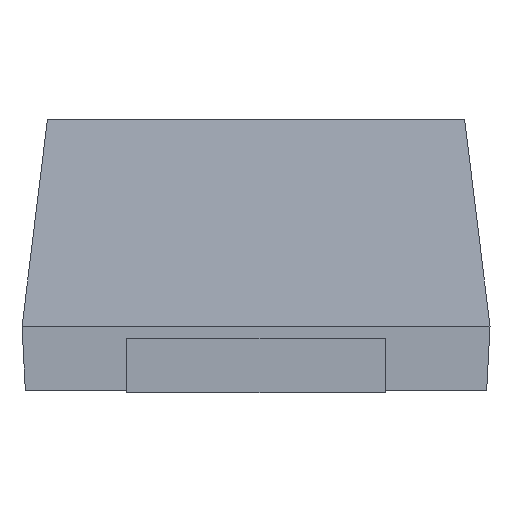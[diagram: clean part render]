
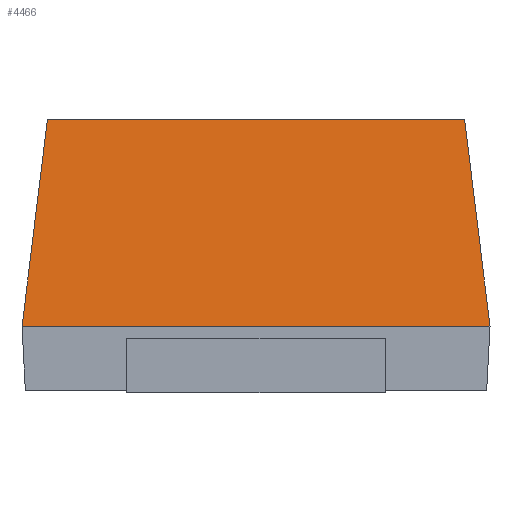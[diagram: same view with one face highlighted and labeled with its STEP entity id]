
A CAD part, front view. The second image highlights one B-rep face of the part: STEP entity #4466.
In plain terms, the highlighted planar face has unit normal (0, -0.993, 0.122).
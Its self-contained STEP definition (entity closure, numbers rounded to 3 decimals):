
#22 = PLANE ( 'NONE',  #744 ) ;
#181 = DIRECTION ( 'NONE',  ( -0.121, 0.121, 0.985 ) ) ;
#207 = VERTEX_POINT ( 'NONE', #2748 ) ;
#550 = ORIENTED_EDGE ( 'NONE', *, *, #3913, .T. ) ;
#672 = LINE ( 'NONE', #1831, #2311 ) ;
#718 = CARTESIAN_POINT ( 'NONE',  ( -0.987, -1.4, 0.26 ) ) ;
#744 = AXIS2_PLACEMENT_3D ( 'NONE', #718, #2257, #3871 ) ;
#871 = EDGE_CURVE ( 'NONE', #2551, #207, #1261, .T. ) ;
#982 = DIRECTION ( 'NONE',  ( -1., 0., 0. ) ) ;
#1124 = FACE_OUTER_BOUND ( 'NONE', #3915, .T. ) ;
#1128 = VERTEX_POINT ( 'NONE', #4758 ) ;
#1261 = LINE ( 'NONE', #4306, #1578 ) ;
#1446 = EDGE_CURVE ( 'NONE', #207, #4746, #672, .T. ) ;
#1578 = VECTOR ( 'NONE', #181, 1000. ) ;
#1831 = CARTESIAN_POINT ( 'NONE',  ( 0., -1.297, 1.1 ) ) ;
#2094 = DIRECTION ( 'NONE',  ( -0.121, -0.121, -0.985 ) ) ;
#2123 = LINE ( 'NONE', #2152, #4916 ) ;
#2152 = CARTESIAN_POINT ( 'NONE',  ( -0.847, -1.297, 1.1 ) ) ;
#2257 = DIRECTION ( 'NONE',  ( 0., -0.993, 0.122 ) ) ;
#2311 = VECTOR ( 'NONE', #982, 1000. ) ;
#2551 = VERTEX_POINT ( 'NONE', #4670 ) ;
#2748 = CARTESIAN_POINT ( 'NONE',  ( 0.847, -1.297, 1.1 ) ) ;
#2812 = LINE ( 'NONE', #3963, #3490 ) ;
#3000 = ORIENTED_EDGE ( 'NONE', *, *, #4750, .T. ) ;
#3135 = CARTESIAN_POINT ( 'NONE',  ( -0.847, -1.297, 1.1 ) ) ;
#3149 = ORIENTED_EDGE ( 'NONE', *, *, #1446, .T. ) ;
#3490 = VECTOR ( 'NONE', #4338, 1000. ) ;
#3828 = ORIENTED_EDGE ( 'NONE', *, *, #871, .T. ) ;
#3871 = DIRECTION ( 'NONE',  ( 0., -0.122, -0.993 ) ) ;
#3913 = EDGE_CURVE ( 'NONE', #4746, #1128, #2123, .T. ) ;
#3915 = EDGE_LOOP ( 'NONE', ( #3828, #3149, #550, #3000 ) ) ;
#3963 = CARTESIAN_POINT ( 'NONE',  ( -0.987, -1.4, 0.26 ) ) ;
#4306 = CARTESIAN_POINT ( 'NONE',  ( 0.95, -1.4, 0.26 ) ) ;
#4338 = DIRECTION ( 'NONE',  ( 1., 0., 0. ) ) ;
#4466 = ADVANCED_FACE ( 'NONE', ( #1124 ), #22, .T. ) ;
#4670 = CARTESIAN_POINT ( 'NONE',  ( 0.95, -1.4, 0.26 ) ) ;
#4746 = VERTEX_POINT ( 'NONE', #3135 ) ;
#4750 = EDGE_CURVE ( 'NONE', #1128, #2551, #2812, .T. ) ;
#4758 = CARTESIAN_POINT ( 'NONE',  ( -0.95, -1.4, 0.26 ) ) ;
#4916 = VECTOR ( 'NONE', #2094, 1000. ) ;
